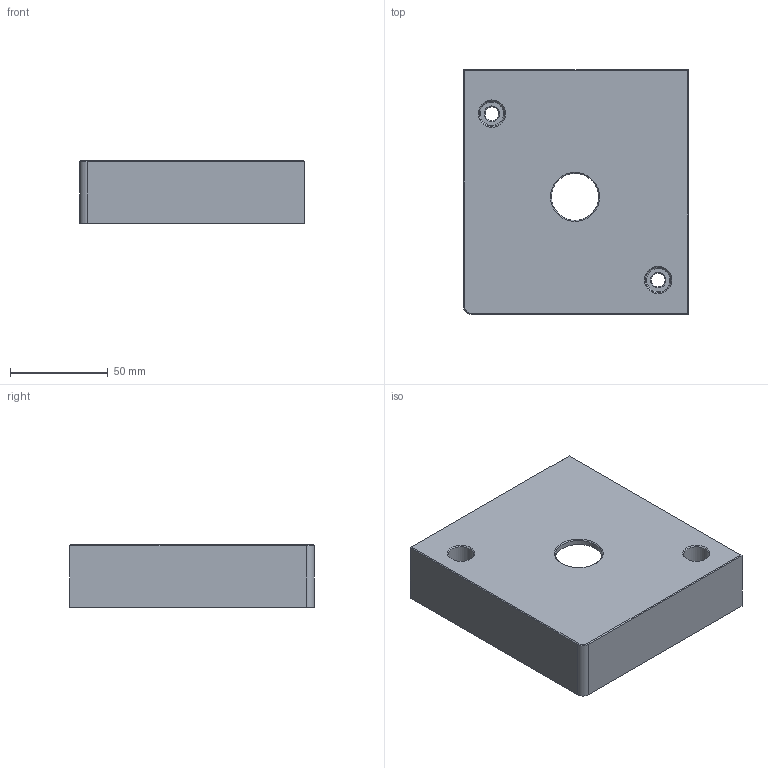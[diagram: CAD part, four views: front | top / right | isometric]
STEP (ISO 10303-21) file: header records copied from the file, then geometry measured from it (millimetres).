
FILE_DESCRIPTION(('FreeCAD Model'),'2;1');
FILE_NAME('Open CASCADE Shape Model','2024-12-06T07:35:44',(''),(''), 'Open CASCADE STEP processor 7.8','FreeCAD','Unknown');
FILE_SCHEMA(('AUTOMOTIVE_DESIGN { 1 0 10303 214 1 1 1 1 }'));
Length unit declared in the file: millimetre
Products named in the file (1): Motor1100BeltCover
Bounding box: 115 x 125 x 32 mm (x, y, z)
Volume: 106166.4 mm3; surface area: 53045.9 mm2
Topology: 1 solids, 1 shells, 40 faces, 96 edges, 60 vertices
Faces by surface type: plane 20, cylinder 12, cone 8
Full cylindrical faces by diameter (mm): 7 x2, 13 x2, 24 x1
Entity records: 2485 total; most frequent: CARTESIAN_POINT 479, DIRECTION 387, LINE 232, VECTOR 232, ORIENTED_EDGE 192, PCURVE 192, DEFINITIONAL_REPRESENTATION 192, EDGE_CURVE 96
